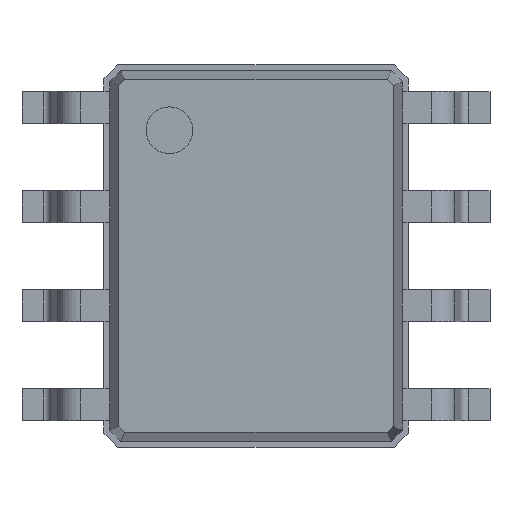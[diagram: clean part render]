
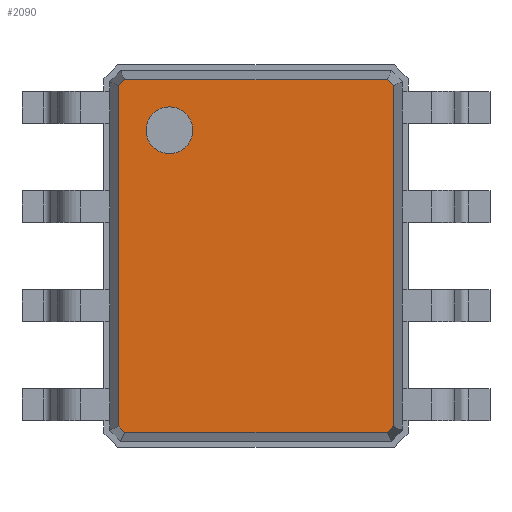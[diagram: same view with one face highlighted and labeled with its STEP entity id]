
A CAD part, top view. The second image highlights one B-rep face of the part: STEP entity #2090.
In plain terms, the highlighted planar face has unit normal (0, 0, 1).
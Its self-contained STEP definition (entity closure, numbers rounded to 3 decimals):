
#27=VECTOR('',#28,1.);
#28=DIRECTION('',(1.,0.,0.));
#51=VECTOR('',#52,1.);
#52=DIRECTION('',(0.707,-0.707,0.));
#58=VECTOR('',#59,1.);
#59=DIRECTION('',(0.,-1.,0.));
#65=VECTOR('',#66,1.);
#66=DIRECTION('',(-0.707,-0.707,0.));
#72=VECTOR('',#73,1.);
#73=DIRECTION('',(-1.,0.,0.));
#79=VECTOR('',#80,1.);
#80=DIRECTION('',(-0.707,0.707,0.));
#86=VECTOR('',#87,1.);
#87=DIRECTION('',(0.,1.,0.));
#91=VECTOR('',#92,1.);
#92=DIRECTION('',(0.707,0.707,0.));
#758=DIRECTION('',(0.,0.,-1.));
#793=VERTEX_POINT('',#794);
#794=CARTESIAN_POINT('',(-1.76,2.18,1.75));
#797=EDGE_CURVE('',#798,#793,#800,.T.);
#798=VERTEX_POINT('',#799);
#799=CARTESIAN_POINT('',(-1.76,-2.18,1.75));
#800=LINE('',#799,#86);
#811=VERTEX_POINT('',#812);
#812=CARTESIAN_POINT('',(-1.68,2.26,1.75));
#815=EDGE_CURVE('',#793,#811,#816,.T.);
#816=LINE('',#794,#91);
#825=VERTEX_POINT('',#826);
#826=CARTESIAN_POINT('',(1.68,2.26,1.75));
#829=EDGE_CURVE('',#811,#825,#830,.T.);
#830=LINE('',#812,#27);
#839=VERTEX_POINT('',#840);
#840=CARTESIAN_POINT('',(1.76,2.18,1.75));
#843=EDGE_CURVE('',#825,#839,#844,.T.);
#844=LINE('',#826,#51);
#885=VERTEX_POINT('',#886);
#886=CARTESIAN_POINT('',(1.76,-2.18,1.75));
#889=EDGE_CURVE('',#839,#885,#890,.T.);
#890=LINE('',#840,#58);
#2090=ADVANCED_FACE('',(#2091,#2111),#2121,.F.);
#2091=FACE_BOUND('',#2092,.F.);
#2092=EDGE_LOOP('',(#2093,#2094,#2095,#2096,#2101,#2106,#2109,#2110));
#2093=ORIENTED_EDGE('',*,*,#829,.T.);
#2094=ORIENTED_EDGE('',*,*,#843,.T.);
#2095=ORIENTED_EDGE('',*,*,#889,.T.);
#2096=ORIENTED_EDGE('',*,*,#2097,.T.);
#2097=EDGE_CURVE('',#885,#2098,#2100,.T.);
#2098=VERTEX_POINT('',#2099);
#2099=CARTESIAN_POINT('',(1.68,-2.26,1.75));
#2100=LINE('',#886,#65);
#2101=ORIENTED_EDGE('',*,*,#2102,.T.);
#2102=EDGE_CURVE('',#2098,#2103,#2105,.T.);
#2103=VERTEX_POINT('',#2104);
#2104=CARTESIAN_POINT('',(-1.68,-2.26,1.75));
#2105=LINE('',#2099,#72);
#2106=ORIENTED_EDGE('',*,*,#2107,.T.);
#2107=EDGE_CURVE('',#2103,#798,#2108,.T.);
#2108=LINE('',#2104,#79);
#2109=ORIENTED_EDGE('',*,*,#797,.T.);
#2110=ORIENTED_EDGE('',*,*,#815,.T.);
#2111=FACE_BOUND('',#2112,.F.);
#2112=EDGE_LOOP('',(#2113));
#2113=ORIENTED_EDGE('',*,*,#2114,.F.);
#2114=EDGE_CURVE('',#2115,#2115,#2117,.T.);
#2115=VERTEX_POINT('',#2116);
#2116=CARTESIAN_POINT('',(-1.11,1.31,1.75));
#2117=CIRCLE('',#2118,0.3);
#2118=AXIS2_PLACEMENT_3D('',#2119,#2120,#59);
#2119=CARTESIAN_POINT('',(-1.11,1.61,1.75));
#2120=DIRECTION('',(0.,-0.,-1.));
#2121=PLANE('',#2122);
#2122=AXIS2_PLACEMENT_3D('',#812,#758,#2123);
#2123=DIRECTION('',(0.597,-0.803,0.));
